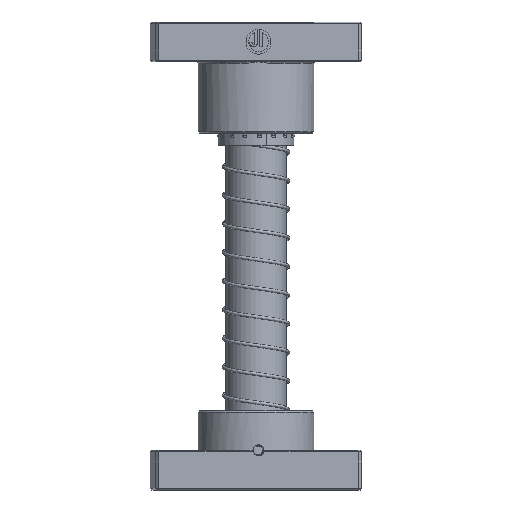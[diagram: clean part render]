
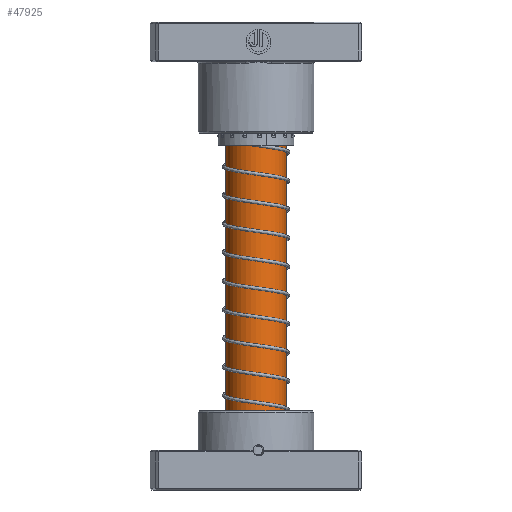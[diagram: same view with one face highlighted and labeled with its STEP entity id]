
A CAD part, front view. The second image highlights one B-rep face of the part: STEP entity #47925.
In plain terms, the highlighted cylindrical face has radius 19 mm (diameter 38 mm), a partial arc.
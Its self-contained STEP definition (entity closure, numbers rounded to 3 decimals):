
#62 = ORIENTED_EDGE ( 'NONE', *, *, #20984, .F. ) ;
#1619 = EDGE_CURVE ( 'NONE', #42783, #27123, #33049, .T. ) ;
#2471 = ORIENTED_EDGE ( 'NONE', *, *, #1619, .T. ) ;
#3228 = VECTOR ( 'NONE', #9673, 1000. ) ;
#6693 = VERTEX_POINT ( 'NONE', #36308 ) ;
#8632 = LINE ( 'NONE', #22755, #37237 ) ;
#9673 = DIRECTION ( 'NONE',  ( 0., 0., -1. ) ) ;
#9808 = AXIS2_PLACEMENT_3D ( 'NONE', #13744, #39675, #21096 ) ;
#10875 = ORIENTED_EDGE ( 'NONE', *, *, #12244, .F. ) ;
#11345 = DIRECTION ( 'NONE',  ( 0., 0., -1. ) ) ;
#12244 = EDGE_CURVE ( 'NONE', #32295, #6693, #44550, .T. ) ;
#12684 = CARTESIAN_POINT ( 'NONE',  ( 0., 0., 257. ) ) ;
#12800 = CARTESIAN_POINT ( 'NONE',  ( 0., 0., 29. ) ) ;
#13150 = FACE_OUTER_BOUND ( 'NONE', #34622, .T. ) ;
#13744 = CARTESIAN_POINT ( 'NONE',  ( 0., 0., 260. ) ) ;
#14537 = EDGE_CURVE ( 'NONE', #27123, #6693, #8632, .T. ) ;
#16551 = DIRECTION ( 'NONE',  ( -1., 0., 0. ) ) ;
#17090 = DIRECTION ( 'NONE',  ( 0., 0., -1. ) ) ;
#20984 = EDGE_CURVE ( 'NONE', #42783, #32295, #32977, .T. ) ;
#21096 = DIRECTION ( 'NONE',  ( -1., 0., 0. ) ) ;
#22755 = CARTESIAN_POINT ( 'NONE',  ( -19., 0., 260. ) ) ;
#24263 = DIRECTION ( 'NONE',  ( 1., 0., 0. ) ) ;
#24625 = AXIS2_PLACEMENT_3D ( 'NONE', #12800, #38903, #16551 ) ;
#27123 = VERTEX_POINT ( 'NONE', #42991 ) ;
#32295 = VERTEX_POINT ( 'NONE', #40093 ) ;
#32789 = ORIENTED_EDGE ( 'NONE', *, *, #14537, .T. ) ;
#32977 = LINE ( 'NONE', #35793, #3228 ) ;
#33049 = CIRCLE ( 'NONE', #46907, 19. ) ;
#34622 = EDGE_LOOP ( 'NONE', ( #62, #2471, #32789, #10875 ) ) ;
#35793 = CARTESIAN_POINT ( 'NONE',  ( 19., 0., 260. ) ) ;
#36308 = CARTESIAN_POINT ( 'NONE',  ( -19., 0., 29. ) ) ;
#37237 = VECTOR ( 'NONE', #11345, 1000. ) ;
#38903 = DIRECTION ( 'NONE',  ( 0., 0., -1. ) ) ;
#39102 = CARTESIAN_POINT ( 'NONE',  ( 19., 0., 257. ) ) ;
#39418 = CYLINDRICAL_SURFACE ( 'NONE', #9808, 19. ) ;
#39675 = DIRECTION ( 'NONE',  ( 0., 0., -1. ) ) ;
#40093 = CARTESIAN_POINT ( 'NONE',  ( 19., 0., 29. ) ) ;
#42783 = VERTEX_POINT ( 'NONE', #39102 ) ;
#42991 = CARTESIAN_POINT ( 'NONE',  ( -19., 0., 257. ) ) ;
#44550 = CIRCLE ( 'NONE', #24625, 19. ) ;
#46907 = AXIS2_PLACEMENT_3D ( 'NONE', #12684, #17090, #24263 ) ;
#47925 = ADVANCED_FACE ( 'NONE', ( #13150 ), #39418, .T. ) ;
